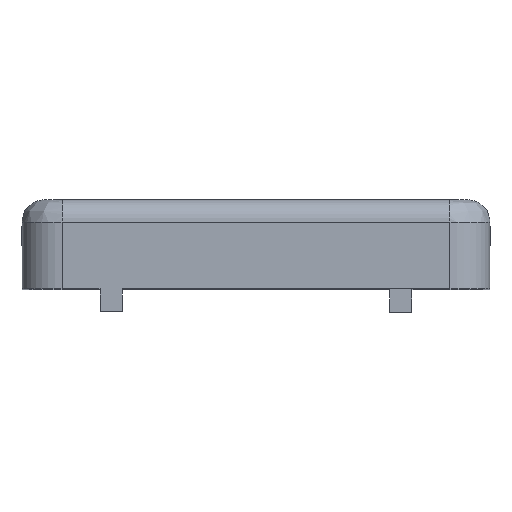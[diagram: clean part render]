
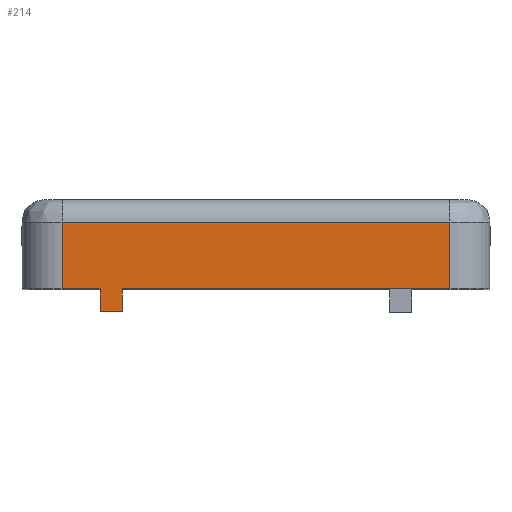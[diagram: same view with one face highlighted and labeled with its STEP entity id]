
A CAD part, top view. The second image highlights one B-rep face of the part: STEP entity #214.
In plain terms, the highlighted planar face has unit normal (0, 0, 1).
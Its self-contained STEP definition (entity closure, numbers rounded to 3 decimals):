
#214 = ADVANCED_FACE( 'NONE', ( #450 ), #451, .T. );
#450 = FACE_OUTER_BOUND( '', #739, .T. );
#451 = PLANE( '', #740 );
#739 = EDGE_LOOP( '', ( #1385, #1386, #1387, #1388, #1389, #1390, #1391, #1392 ) );
#740 = AXIS2_PLACEMENT_3D( '', #1393, #1394, #1395 );
#1385 = ORIENTED_EDGE( '', *, *, #1580, .T. );
#1386 = ORIENTED_EDGE( '', *, *, #1727, .F. );
#1387 = ORIENTED_EDGE( '', *, *, #1693, .F. );
#1388 = ORIENTED_EDGE( '', *, *, #1611, .T. );
#1389 = ORIENTED_EDGE( '', *, *, #1532, .T. );
#1390 = ORIENTED_EDGE( '', *, *, #1759, .F. );
#1391 = ORIENTED_EDGE( '', *, *, #1705, .F. );
#1392 = ORIENTED_EDGE( '', *, *, #1760, .T. );
#1393 = CARTESIAN_POINT( '', ( -8.7, 0., 12.5 ) );
#1394 = DIRECTION( '', ( 0., 0., 1. ) );
#1395 = DIRECTION( '', ( 1., 0., 0. ) );
#1532 = EDGE_CURVE( 'NONE', #1821, #1819, #1822, .T. );
#1580 = EDGE_CURVE( 'NONE', #1904, #1902, #1905, .T. );
#1611 = EDGE_CURVE( 'NONE', #1951, #1821, #1952, .T. );
#1693 = EDGE_CURVE( 'NONE', #1951, #2077, #2079, .T. );
#1705 = EDGE_CURVE( 'NONE', #1836, #1959, #2093, .T. );
#1727 = EDGE_CURVE( 'NONE', #2077, #1902, #2122, .T. );
#1759 = EDGE_CURVE( 'NONE', #1959, #1819, #2156, .T. );
#1760 = EDGE_CURVE( 'NONE', #1836, #1904, #2157, .T. );
#1819 = VERTEX_POINT( 'NONE', #2232 );
#1821 = VERTEX_POINT( 'NONE', #2234 );
#1822 = LINE( '', #2235, #2236 );
#1836 = VERTEX_POINT( 'NONE', #2253 );
#1902 = VERTEX_POINT( 'NONE', #2337 );
#1904 = VERTEX_POINT( 'NONE', #2340 );
#1905 = LINE( '', #2341, #2342 );
#1951 = VERTEX_POINT( 'NONE', #2396 );
#1952 = LINE( '', #2397, #2398 );
#1959 = VERTEX_POINT( 'NONE', #2407 );
#2077 = VERTEX_POINT( 'NONE', #2558 );
#2079 = LINE( '', #2561, #2562 );
#2093 = LINE( '', #2580, #2581 );
#2122 = LINE( '', #2617, #2618 );
#2156 = LINE( '', #2662, #2663 );
#2157 = LINE( '', #2664, #2665 );
#2232 = CARTESIAN_POINT( '', ( 8.7, -4., 12.5 ) );
#2234 = CARTESIAN_POINT( '', ( -6., -4., 12.5 ) );
#2235 = CARTESIAN_POINT( '', ( -8.7, -4., 12.5 ) );
#2236 = VECTOR( '', #2715, 1000. );
#2253 = CARTESIAN_POINT( '', ( -8.7, -1., 12.5 ) );
#2337 = CARTESIAN_POINT( '', ( -7., -4., 12.5 ) );
#2340 = CARTESIAN_POINT( '', ( -8.7, -4., 12.5 ) );
#2341 = CARTESIAN_POINT( '', ( -8.7, -4., 12.5 ) );
#2342 = VECTOR( '', #2786, 1000. );
#2396 = CARTESIAN_POINT( '', ( -6., -5., 12.5 ) );
#2397 = CARTESIAN_POINT( '', ( -6., -5., 12.5 ) );
#2398 = VECTOR( '', #2837, 1000. );
#2407 = CARTESIAN_POINT( '', ( 8.7, -1., 12.5 ) );
#2558 = CARTESIAN_POINT( '', ( -7., -5., 12.5 ) );
#2561 = CARTESIAN_POINT( '', ( -7., -5., 12.5 ) );
#2562 = VECTOR( '', #2964, 1000. );
#2580 = CARTESIAN_POINT( '', ( -8.7, -1., 12.5 ) );
#2581 = VECTOR( '', #2975, 1000. );
#2617 = CARTESIAN_POINT( '', ( -7., -5., 12.5 ) );
#2618 = VECTOR( '', #3016, 1000. );
#2662 = CARTESIAN_POINT( '', ( 8.7, 0., 12.5 ) );
#2663 = VECTOR( '', #3042, 1000. );
#2664 = CARTESIAN_POINT( '', ( -8.7, 0., 12.5 ) );
#2665 = VECTOR( '', #3043, 1000. );
#2715 = DIRECTION( '', ( 1., 0., 0. ) );
#2786 = DIRECTION( '', ( 1., 0., 0. ) );
#2837 = DIRECTION( '', ( 0., 1., 0. ) );
#2964 = DIRECTION( '', ( -1., 0., 0. ) );
#2975 = DIRECTION( '', ( 1., 0., 0. ) );
#3016 = DIRECTION( '', ( 0., 1., 0. ) );
#3042 = DIRECTION( '', ( 0., -1., 0. ) );
#3043 = DIRECTION( '', ( 0., -1., 0. ) );
